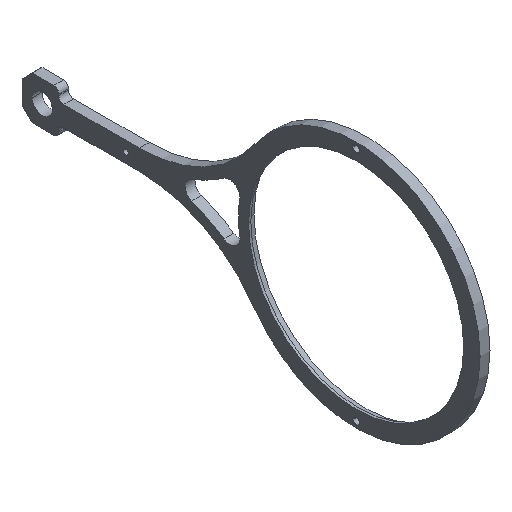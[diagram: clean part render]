
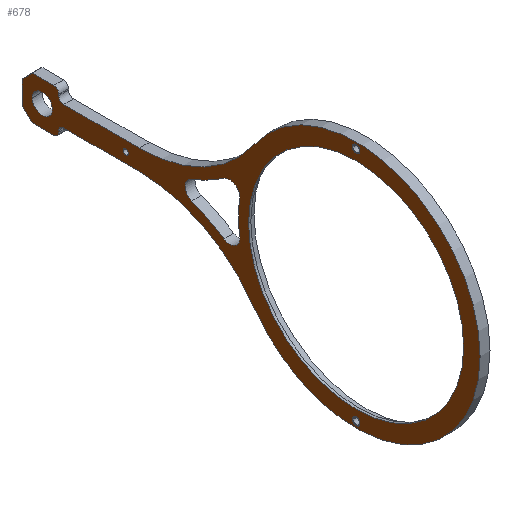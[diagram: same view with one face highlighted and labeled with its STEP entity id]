
A CAD part, isometric view. The second image highlights one B-rep face of the part: STEP entity #678.
In plain terms, the highlighted planar face has unit normal (-1, 0, 0).
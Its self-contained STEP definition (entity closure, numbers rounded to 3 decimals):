
#1=CARTESIAN_POINT('',(0.,0.,0.));
#2=DIRECTION('',(-1.,0.,0.));
#3=DIRECTION('',(0.,-1.,0.));
#4=AXIS2_PLACEMENT_3D('',#1,#2,#3);
#6=CARTESIAN_POINT('',(0.,0.,0.));
#7=DIRECTION('',(-1.,0.,0.));
#8=DIRECTION('',(0.,1.,0.));
#9=AXIS2_PLACEMENT_3D('',#6,#7,#8);
#11=CARTESIAN_POINT('',(0.,124.,0.));
#12=DIRECTION('',(-1.,0.,0.));
#13=DIRECTION('',(0.,-1.,0.));
#14=AXIS2_PLACEMENT_3D('',#11,#12,#13);
#16=CARTESIAN_POINT('',(0.,124.,0.));
#17=DIRECTION('',(-1.,0.,0.));
#18=DIRECTION('',(0.,1.,0.));
#19=AXIS2_PLACEMENT_3D('',#16,#17,#18);
#21=CARTESIAN_POINT('',(0.,0.,0.));
#22=DIRECTION('',(1.,0.,0.));
#23=DIRECTION('',(0.,0.99,-0.14));
#24=AXIS2_PLACEMENT_3D('',#21,#22,#23);
#26=CARTESIAN_POINT('',(0.,85.645,59.));
#27=DIRECTION('',(1.,0.,0.));
#28=DIRECTION('',(0.,-0.566,-0.825));
#29=AXIS2_PLACEMENT_3D('',#26,#27,#28);
#31=CARTESIAN_POINT('',(0.,0.,-46.6));
#32=DIRECTION('',(1.,0.,0.));
#33=DIRECTION('',(0.,-1.,0.));
#34=AXIS2_PLACEMENT_3D('',#31,#32,#33);
#36=CARTESIAN_POINT('',(0.,0.,-46.6));
#37=DIRECTION('',(1.,0.,0.));
#38=DIRECTION('',(0.,1.,0.));
#39=AXIS2_PLACEMENT_3D('',#36,#37,#38);
#41=CARTESIAN_POINT('',(0.,0.,46.6));
#42=DIRECTION('',(1.,0.,0.));
#43=DIRECTION('',(0.,-1.,0.));
#44=AXIS2_PLACEMENT_3D('',#41,#42,#43);
#46=CARTESIAN_POINT('',(0.,0.,46.6));
#47=DIRECTION('',(1.,0.,0.));
#48=DIRECTION('',(0.,1.,0.));
#49=AXIS2_PLACEMENT_3D('',#46,#47,#48);
#51=CARTESIAN_POINT('',(0.,91.,0.));
#52=DIRECTION('',(-1.,0.,0.));
#53=DIRECTION('',(0.,-1.,0.));
#54=AXIS2_PLACEMENT_3D('',#51,#52,#53);
#56=CARTESIAN_POINT('',(0.,91.,0.));
#57=DIRECTION('',(-1.,0.,0.));
#58=DIRECTION('',(0.,1.,0.));
#59=AXIS2_PLACEMENT_3D('',#56,#57,#58);
#61=DIRECTION('',(0.,-0.707,-0.707));
#62=VECTOR('',#61,5.657);
#63=CARTESIAN_POINT('',(0.,132.,-4.5));
#64=LINE('',#63,#62);
#65=DIRECTION('',(0.,0.,1.));
#66=VECTOR('',#65,9.);
#67=CARTESIAN_POINT('',(0.,132.,-4.5));
#68=LINE('',#67,#66);
#69=DIRECTION('',(0.,0.707,-0.707));
#70=VECTOR('',#69,5.657);
#71=CARTESIAN_POINT('',(0.,128.,8.5));
#72=LINE('',#71,#70);
#73=CARTESIAN_POINT('',(0.,119.5,6.5));
#74=DIRECTION('',(-1.,0.,0.));
#75=DIRECTION('',(0.,-1.,0.));
#76=AXIS2_PLACEMENT_3D('',#73,#74,#75);
#78=DIRECTION('',(0.,0.,-1.));
#79=VECTOR('',#78,0.5);
#80=CARTESIAN_POINT('',(0.,117.5,6.5));
#81=LINE('',#80,#79);
#82=DIRECTION('',(0.,-1.,0.));
#83=VECTOR('',#82,29.855);
#84=CARTESIAN_POINT('',(0.,115.5,4.));
#85=LINE('',#84,#83);
#86=CARTESIAN_POINT('',(0.,0.,0.));
#87=DIRECTION('',(1.,0.,0.));
#88=DIRECTION('',(0.,0.824,0.567));
#89=AXIS2_PLACEMENT_3D('',#86,#87,#88);
#91=DIRECTION('',(0.,1.,0.));
#92=VECTOR('',#91,29.855);
#93=CARTESIAN_POINT('',(0.,85.645,-4.));
#94=LINE('',#93,#92);
#95=DIRECTION('',(0.,0.,-1.));
#96=VECTOR('',#95,0.5);
#97=CARTESIAN_POINT('',(0.,117.5,-6.));
#98=LINE('',#97,#96);
#99=CARTESIAN_POINT('',(0.,119.5,-6.5));
#100=DIRECTION('',(-1.,0.,0.));
#101=DIRECTION('',(0.,0.,-1.));
#102=AXIS2_PLACEMENT_3D('',#99,#100,#101);
#251=CARTESIAN_POINT('',(0.,50.006,7.049));
#252=DIRECTION('',(1.,0.,0.));
#253=DIRECTION('',(0.,0.566,0.825));
#254=AXIS2_PLACEMENT_3D('',#251,#252,#253);
#269=CARTESIAN_POINT('',(0.,63.554,0.));
#270=DIRECTION('',(1.,0.,0.));
#271=DIRECTION('',(0.,0.351,-0.937));
#272=AXIS2_PLACEMENT_3D('',#269,#270,#271);
#278=CARTESIAN_POINT('',(0.,85.645,-59.));
#279=DIRECTION('',(-1.,0.,0.));
#280=DIRECTION('',(0.,-0.566,0.825));
#281=AXIS2_PLACEMENT_3D('',#278,#279,#280);
#297=CARTESIAN_POINT('',(0.,50.006,-7.049));
#298=DIRECTION('',(1.,0.,0.));
#299=DIRECTION('',(0.,-0.99,0.14));
#300=AXIS2_PLACEMENT_3D('',#297,#298,#299);
#334=DIRECTION('',(0.,-1.,0.));
#335=VECTOR('',#334,8.5);
#336=CARTESIAN_POINT('',(0.,128.,-8.5));
#337=LINE('',#336,#335);
#354=CARTESIAN_POINT('',(0.,115.5,-6.));
#355=DIRECTION('',(1.,0.,0.));
#356=DIRECTION('',(0.,1.,0.));
#357=AXIS2_PLACEMENT_3D('',#354,#355,#356);
#372=CARTESIAN_POINT('',(0.,85.645,-59.));
#373=DIRECTION('',(1.,0.,0.));
#374=DIRECTION('',(0.,0.,1.));
#375=AXIS2_PLACEMENT_3D('',#372,#373,#374);
#390=CARTESIAN_POINT('',(0.,85.645,59.));
#391=DIRECTION('',(1.,0.,0.));
#392=DIRECTION('',(0.,-0.824,-0.567));
#393=AXIS2_PLACEMENT_3D('',#390,#391,#392);
#408=CARTESIAN_POINT('',(0.,115.5,6.));
#409=DIRECTION('',(1.,0.,0.));
#410=DIRECTION('',(0.,0.,-1.));
#411=AXIS2_PLACEMENT_3D('',#408,#409,#410);
#438=DIRECTION('',(0.,1.,0.));
#439=VECTOR('',#438,8.5);
#440=CARTESIAN_POINT('',(0.,119.5,8.5));
#441=LINE('',#440,#439);
#459=CARTESIAN_POINT('',(0.,-42.5,0.));
#460=CARTESIAN_POINT('',(0.,42.5,0.));
#461=VERTEX_POINT('',#459);
#462=VERTEX_POINT('',#460);
#463=CARTESIAN_POINT('',(0.,40.352,27.798));
#464=CARTESIAN_POINT('',(0.,40.352,-27.798));
#465=VERTEX_POINT('',#463);
#466=VERTEX_POINT('',#464);
#471=CARTESIAN_POINT('',(0.,85.645,-4.));
#473=VERTEX_POINT('',#471);
#475=CARTESIAN_POINT('',(0.,85.645,4.));
#477=VERTEX_POINT('',#475);
#479=CARTESIAN_POINT('',(0.,115.5,4.));
#480=VERTEX_POINT('',#479);
#481=CARTESIAN_POINT('',(0.,115.5,-4.));
#482=VERTEX_POINT('',#481);
#487=CARTESIAN_POINT('',(0.,117.5,6.));
#489=VERTEX_POINT('',#487);
#491=CARTESIAN_POINT('',(0.,117.5,-6.));
#493=VERTEX_POINT('',#491);
#495=CARTESIAN_POINT('',(0.,119.5,-8.5));
#496=CARTESIAN_POINT('',(0.,117.5,-6.5));
#497=VERTEX_POINT('',#495);
#498=VERTEX_POINT('',#496);
#503=CARTESIAN_POINT('',(0.,117.5,6.5));
#504=CARTESIAN_POINT('',(0.,119.5,8.5));
#505=VERTEX_POINT('',#503);
#506=VERTEX_POINT('',#504);
#511=CARTESIAN_POINT('',(0.,-1.25,-46.6));
#512=CARTESIAN_POINT('',(0.,1.25,-46.6));
#513=VERTEX_POINT('',#511);
#514=VERTEX_POINT('',#512);
#519=CARTESIAN_POINT('',(0.,-1.25,46.6));
#520=CARTESIAN_POINT('',(0.,1.25,46.6));
#521=VERTEX_POINT('',#519);
#522=VERTEX_POINT('',#520);
#527=CARTESIAN_POINT('',(0.,90.,0.));
#528=CARTESIAN_POINT('',(0.,92.,0.));
#529=VERTEX_POINT('',#527);
#530=VERTEX_POINT('',#528);
#536=CARTESIAN_POINT('',(0.,46.045,6.491));
#538=VERTEX_POINT('',#536);
#540=CARTESIAN_POINT('',(0.,52.268,10.348));
#542=VERTEX_POINT('',#540);
#544=CARTESIAN_POINT('',(0.,52.268,-10.348));
#546=VERTEX_POINT('',#544);
#548=CARTESIAN_POINT('',(0.,46.045,-6.491));
#550=VERTEX_POINT('',#548);
#552=CARTESIAN_POINT('',(0.,64.956,3.746));
#554=VERTEX_POINT('',#552);
#556=CARTESIAN_POINT('',(0.,64.956,-3.746));
#558=VERTEX_POINT('',#556);
#571=CARTESIAN_POINT('',(0.,120.,0.));
#572=CARTESIAN_POINT('',(0.,128.,0.));
#573=VERTEX_POINT('',#571);
#574=VERTEX_POINT('',#572);
#579=CARTESIAN_POINT('',(0.,132.,-4.5));
#580=CARTESIAN_POINT('',(0.,128.,-8.5));
#581=VERTEX_POINT('',#579);
#582=VERTEX_POINT('',#580);
#587=CARTESIAN_POINT('',(0.,128.,8.5));
#588=CARTESIAN_POINT('',(0.,132.,4.5));
#589=VERTEX_POINT('',#587);
#590=VERTEX_POINT('',#588);
#595=CARTESIAN_POINT('',(0.,0.,0.));
#596=DIRECTION('',(1.,0.,0.));
#597=DIRECTION('',(0.,-1.,0.));
#598=AXIS2_PLACEMENT_3D('',#595,#596,#597);
#599=PLANE('',#598);
#601=ORIENTED_EDGE('',*,*,#600,.F.);
#603=ORIENTED_EDGE('',*,*,#602,.T.);
#605=ORIENTED_EDGE('',*,*,#604,.F.);
#607=ORIENTED_EDGE('',*,*,#606,.F.);
#609=ORIENTED_EDGE('',*,*,#608,.F.);
#611=ORIENTED_EDGE('',*,*,#610,.T.);
#613=ORIENTED_EDGE('',*,*,#612,.F.);
#615=ORIENTED_EDGE('',*,*,#614,.T.);
#617=ORIENTED_EDGE('',*,*,#616,.F.);
#619=ORIENTED_EDGE('',*,*,#618,.T.);
#621=ORIENTED_EDGE('',*,*,#620,.F.);
#623=ORIENTED_EDGE('',*,*,#622,.T.);
#625=ORIENTED_EDGE('',*,*,#624,.F.);
#627=ORIENTED_EDGE('',*,*,#626,.T.);
#629=ORIENTED_EDGE('',*,*,#628,.F.);
#631=ORIENTED_EDGE('',*,*,#630,.F.);
#632=EDGE_LOOP('',(#601,#603,#605,#607,#609,#611,#613,#615,#617,#619,#621,#623,
#625,#627,#629,#631));
#633=FACE_OUTER_BOUND('',#632,.F.);
#635=ORIENTED_EDGE('',*,*,#634,.T.);
#637=ORIENTED_EDGE('',*,*,#636,.T.);
#638=EDGE_LOOP('',(#635,#637));
#639=FACE_BOUND('',#638,.F.);
#641=ORIENTED_EDGE('',*,*,#640,.F.);
#643=ORIENTED_EDGE('',*,*,#642,.F.);
#645=ORIENTED_EDGE('',*,*,#644,.T.);
#647=ORIENTED_EDGE('',*,*,#646,.F.);
#649=ORIENTED_EDGE('',*,*,#648,.T.);
#651=ORIENTED_EDGE('',*,*,#650,.F.);
#652=EDGE_LOOP('',(#641,#643,#645,#647,#649,#651));
#653=FACE_BOUND('',#652,.F.);
#655=ORIENTED_EDGE('',*,*,#654,.F.);
#657=ORIENTED_EDGE('',*,*,#656,.F.);
#658=EDGE_LOOP('',(#655,#657));
#659=FACE_BOUND('',#658,.F.);
#661=ORIENTED_EDGE('',*,*,#660,.F.);
#663=ORIENTED_EDGE('',*,*,#662,.F.);
#664=EDGE_LOOP('',(#661,#663));
#665=FACE_BOUND('',#664,.F.);
#667=ORIENTED_EDGE('',*,*,#666,.T.);
#669=ORIENTED_EDGE('',*,*,#668,.T.);
#670=EDGE_LOOP('',(#667,#669));
#671=FACE_BOUND('',#670,.F.);
#673=ORIENTED_EDGE('',*,*,#672,.T.);
#675=ORIENTED_EDGE('',*,*,#674,.T.);
#676=EDGE_LOOP('',(#673,#675));
#677=FACE_BOUND('',#676,.F.);
#678=ADVANCED_FACE('',(#633,#639,#653,#659,#665,#671,#677),#599,.F.);
#5=CIRCLE('',#4,42.5);
#10=CIRCLE('',#9,42.5);
#15=CIRCLE('',#14,4.);
#20=CIRCLE('',#19,4.);
#25=CIRCLE('',#24,46.5);
#30=CIRCLE('',#29,59.);
#35=CIRCLE('',#34,1.25);
#40=CIRCLE('',#39,1.25);
#45=CIRCLE('',#44,1.25);
#50=CIRCLE('',#49,1.25);
#55=CIRCLE('',#54,1.);
#60=CIRCLE('',#59,1.);
#77=CIRCLE('',#76,2.);
#90=CIRCLE('',#89,49.);
#103=CIRCLE('',#102,2.);
#255=CIRCLE('',#254,4.);
#273=CIRCLE('',#272,4.);
#282=CIRCLE('',#281,59.);
#301=CIRCLE('',#300,4.);
#358=CIRCLE('',#357,2.);
#376=CIRCLE('',#375,55.);
#394=CIRCLE('',#393,55.);
#412=CIRCLE('',#411,2.);
#600=EDGE_CURVE('',#581,#582,#64,.T.);
#602=EDGE_CURVE('',#581,#590,#68,.T.);
#604=EDGE_CURVE('',#589,#590,#72,.T.);
#606=EDGE_CURVE('',#506,#589,#441,.T.);
#608=EDGE_CURVE('',#505,#506,#77,.T.);
#610=EDGE_CURVE('',#505,#489,#81,.T.);
#612=EDGE_CURVE('',#480,#489,#412,.T.);
#614=EDGE_CURVE('',#480,#477,#85,.T.);
#616=EDGE_CURVE('',#465,#477,#394,.T.);
#618=EDGE_CURVE('',#465,#466,#90,.T.);
#620=EDGE_CURVE('',#473,#466,#376,.T.);
#622=EDGE_CURVE('',#473,#482,#94,.T.);
#624=EDGE_CURVE('',#493,#482,#358,.T.);
#626=EDGE_CURVE('',#493,#498,#98,.T.);
#628=EDGE_CURVE('',#497,#498,#103,.T.);
#630=EDGE_CURVE('',#582,#497,#337,.T.);
#634=EDGE_CURVE('',#573,#574,#15,.T.);
#636=EDGE_CURVE('',#574,#573,#20,.T.);
#640=EDGE_CURVE('',#546,#558,#282,.T.);
#642=EDGE_CURVE('',#550,#546,#301,.T.);
#644=EDGE_CURVE('',#550,#538,#25,.T.);
#646=EDGE_CURVE('',#542,#538,#255,.T.);
#648=EDGE_CURVE('',#542,#554,#30,.T.);
#650=EDGE_CURVE('',#558,#554,#273,.T.);
#654=EDGE_CURVE('',#513,#514,#35,.T.);
#656=EDGE_CURVE('',#514,#513,#40,.T.);
#660=EDGE_CURVE('',#521,#522,#45,.T.);
#662=EDGE_CURVE('',#522,#521,#50,.T.);
#666=EDGE_CURVE('',#529,#530,#55,.T.);
#668=EDGE_CURVE('',#530,#529,#60,.T.);
#672=EDGE_CURVE('',#461,#462,#5,.T.);
#674=EDGE_CURVE('',#462,#461,#10,.T.);
